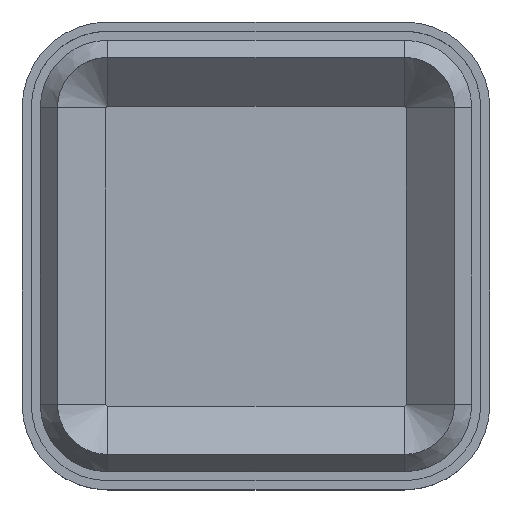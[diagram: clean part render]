
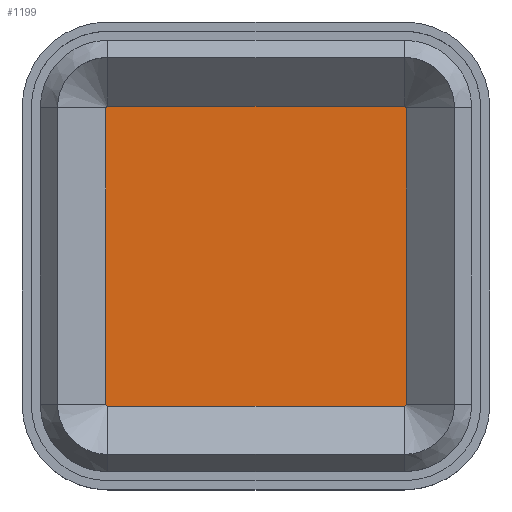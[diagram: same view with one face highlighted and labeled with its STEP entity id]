
A CAD part, top view. The second image highlights one B-rep face of the part: STEP entity #1199.
In plain terms, the highlighted planar face has unit normal (0, 0, 1).
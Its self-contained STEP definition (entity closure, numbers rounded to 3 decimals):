
#156=LINE('',#2027,#276);
#157=LINE('',#2031,#277);
#158=LINE('',#2035,#278);
#159=LINE('',#2039,#279);
#276=VECTOR('',#1681,1000.);
#277=VECTOR('',#1684,1000.);
#278=VECTOR('',#1687,1000.);
#279=VECTOR('',#1690,1000.);
#584=ORIENTED_EDGE('',*,*,#776,.F.);
#585=ORIENTED_EDGE('',*,*,#777,.F.);
#586=ORIENTED_EDGE('',*,*,#778,.F.);
#587=ORIENTED_EDGE('',*,*,#779,.F.);
#588=ORIENTED_EDGE('',*,*,#780,.F.);
#589=ORIENTED_EDGE('',*,*,#781,.F.);
#590=ORIENTED_EDGE('',*,*,#782,.F.);
#591=ORIENTED_EDGE('',*,*,#783,.F.);
#776=EDGE_CURVE('',#880,#881,#932,.F.);
#777=EDGE_CURVE('',#882,#880,#156,.T.);
#778=EDGE_CURVE('',#883,#882,#933,.F.);
#779=EDGE_CURVE('',#884,#883,#157,.T.);
#780=EDGE_CURVE('',#885,#884,#934,.F.);
#781=EDGE_CURVE('',#886,#885,#158,.T.);
#782=EDGE_CURVE('',#887,#886,#935,.F.);
#783=EDGE_CURVE('',#881,#887,#159,.T.);
#880=VERTEX_POINT('',#2025);
#881=VERTEX_POINT('',#2026);
#882=VERTEX_POINT('',#2028);
#883=VERTEX_POINT('',#2030);
#884=VERTEX_POINT('',#2032);
#885=VERTEX_POINT('',#2034);
#886=VERTEX_POINT('',#2036);
#887=VERTEX_POINT('',#2038);
#932=CIRCLE('',#1333,0.15);
#933=CIRCLE('',#1334,0.15);
#934=CIRCLE('',#1335,0.15);
#935=CIRCLE('',#1336,0.15);
#1005=EDGE_LOOP('',(#584,#585,#586,#587,#588,#589,#590,#591));
#1083=FACE_BOUND('',#1005,.T.);
#1127=PLANE('',#1332);
#1199=ADVANCED_FACE('',(#1083),#1127,.T.);
#1332=AXIS2_PLACEMENT_3D('',#2023,#1677,#1678);
#1333=AXIS2_PLACEMENT_3D('',#2024,#1679,#1680);
#1334=AXIS2_PLACEMENT_3D('',#2029,#1682,#1683);
#1335=AXIS2_PLACEMENT_3D('',#2033,#1685,#1686);
#1336=AXIS2_PLACEMENT_3D('',#2037,#1688,#1689);
#1677=DIRECTION('',(0.,0.,1.));
#1678=DIRECTION('',(1.,0.,0.));
#1679=DIRECTION('',(0.,0.,1.));
#1680=DIRECTION('',(1.,0.,0.));
#1681=DIRECTION('',(0.,1.,0.));
#1682=DIRECTION('',(0.,0.,1.));
#1683=DIRECTION('',(1.,0.,0.));
#1684=DIRECTION('',(-1.,0.,0.));
#1685=DIRECTION('',(0.,0.,1.));
#1686=DIRECTION('',(1.,0.,0.));
#1687=DIRECTION('',(0.,-1.,0.));
#1688=DIRECTION('',(0.,0.,1.));
#1689=DIRECTION('',(1.,0.,0.));
#1690=DIRECTION('',(1.,0.,0.));
#2023=CARTESIAN_POINT('',(0.,0.,-4.75));
#2024=CARTESIAN_POINT('',(-13.,13.,-4.75));
#2025=CARTESIAN_POINT('',(-13.15,13.,-4.75));
#2026=CARTESIAN_POINT('',(-13.,13.15,-4.75));
#2027=CARTESIAN_POINT('',(-13.15,13.,-4.75));
#2028=CARTESIAN_POINT('',(-13.15,-13.,-4.75));
#2029=CARTESIAN_POINT('',(-13.,-13.,-4.75));
#2030=CARTESIAN_POINT('',(-13.,-13.15,-4.75));
#2031=CARTESIAN_POINT('',(0.,-13.15,-4.75));
#2032=CARTESIAN_POINT('',(13.,-13.15,-4.75));
#2033=CARTESIAN_POINT('',(13.,-13.,-4.75));
#2034=CARTESIAN_POINT('',(13.15,-13.,-4.75));
#2035=CARTESIAN_POINT('',(13.15,0.,-4.75));
#2036=CARTESIAN_POINT('',(13.15,13.,-4.75));
#2037=CARTESIAN_POINT('',(13.,13.,-4.75));
#2038=CARTESIAN_POINT('',(13.,13.15,-4.75));
#2039=CARTESIAN_POINT('',(0.,13.15,-4.75));
